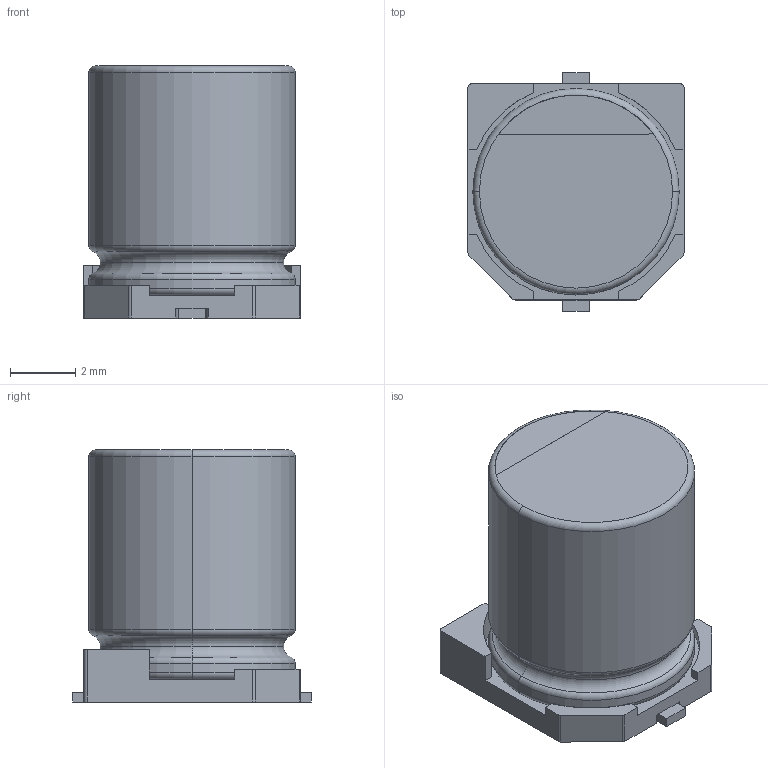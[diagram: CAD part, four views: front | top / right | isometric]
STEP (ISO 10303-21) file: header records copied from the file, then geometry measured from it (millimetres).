
FILE_DESCRIPTION (( 'STEP AP214' ), '1' );
FILE_NAME ('SW3dPS-E-cap_H.STEP', '2009-07-28T06:02:20', ( 'sysAdmin' ), ( 'SolidWorks' ), 'SwSTEP 2.0', 'SolidWorks 2009', '' );
FILE_SCHEMA (( 'AUTOMOTIVE_DESIGN' ));
Length unit declared in the file: millimetre
Products named in the file (1): SW3dPS-E-cap_H
Bounding box: 6.6 x 7.3 x 7.7 mm (x, y, z)
Volume: 247 mm3; surface area: 284.4 mm2
Topology: 2 solids, 2 shells, 83 faces, 218 edges, 138 vertices
Faces by surface type: plane 48, cylinder 23, torus 12
Entity records: 3512 total; most frequent: DIRECTION 458, CARTESIAN_POINT 440, ORIENTED_EDGE 436, EDGE_CURVE 218, AXIS2_PLACEMENT_3D 156, VECTOR 146, LINE 146, VERTEX_POINT 138
